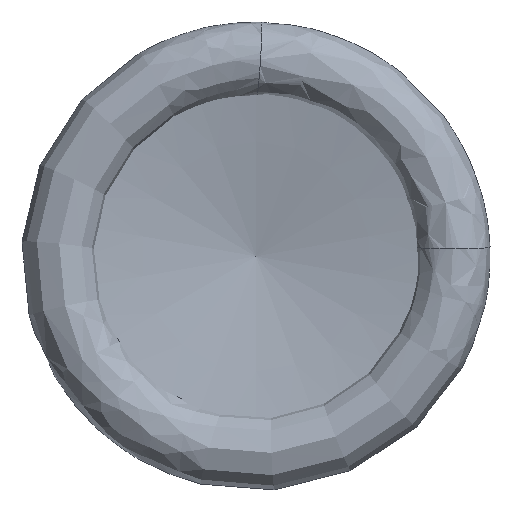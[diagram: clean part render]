
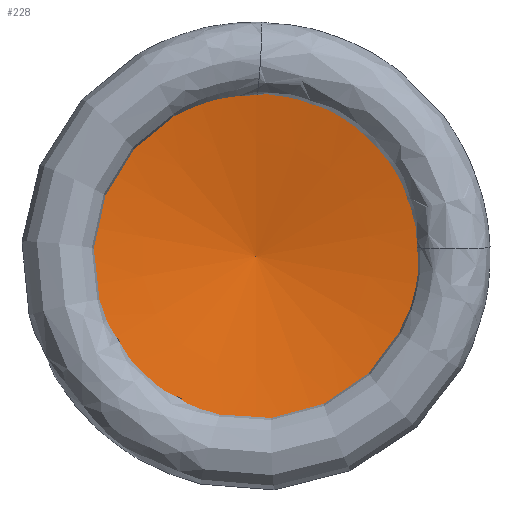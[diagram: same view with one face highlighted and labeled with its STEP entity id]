
A CAD part, left-side view. The second image highlights one B-rep face of the part: STEP entity #228.
In plain terms, the highlighted conical face has half-angle 80 degrees and reference radius 23.185 mm.
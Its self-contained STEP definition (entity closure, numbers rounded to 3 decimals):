
#51=CONICAL_SURFACE('',#428,23.185,80.);
#53=VERTEX_LOOP('',#365);
#228=ADVANCED_FACE('',(#261,#262),#51,.F.);
#261=FACE_BOUND('',#300,.T.);
#262=FACE_BOUND('',#53,.T.);
#300=EDGE_LOOP('',(#338));
#338=ORIENTED_EDGE('',*,*,#384,.T.);
#364=VERTEX_POINT('',#670);
#365=VERTEX_POINT('',#688);
#384=EDGE_CURVE('',#364,#364,#403,.T.);
#403=CIRCLE('',#427,23.185);
#427=AXIS2_PLACEMENT_3D('',#669,#481,#482);
#428=AXIS2_PLACEMENT_3D('',#689,#484,#485);
#481=DIRECTION('',(-1.,0.,0.));
#482=DIRECTION('',(0.,0.,1.));
#484=DIRECTION('',(-1.,0.,0.));
#485=DIRECTION('',(0.,0.,1.));
#669=CARTESIAN_POINT('',(3.5,0.,0.));
#670=CARTESIAN_POINT('',(3.5,0.,23.185));
#688=CARTESIAN_POINT('',(7.588,0.,0.));
#689=CARTESIAN_POINT('',(3.5,0.,0.));
